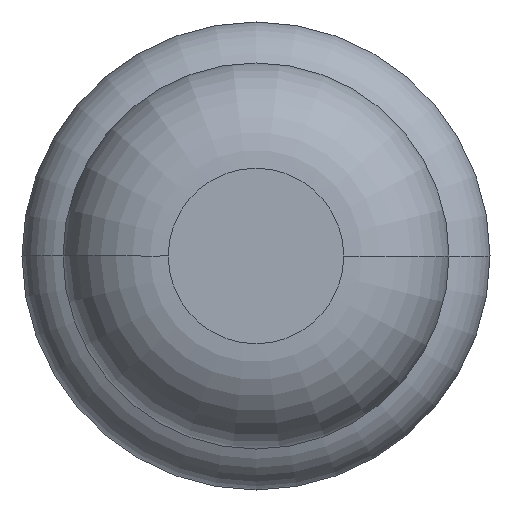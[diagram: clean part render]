
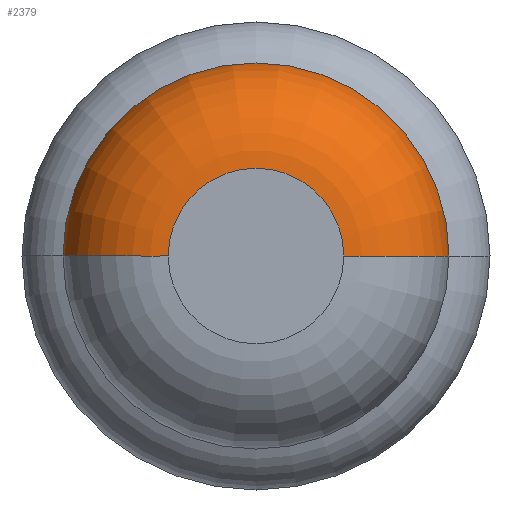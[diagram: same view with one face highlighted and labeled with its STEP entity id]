
A CAD part, front view. The second image highlights one B-rep face of the part: STEP entity #2379.
In plain terms, the highlighted toroidal (fillet/blend) face has major radius 0.375 mm and minor radius 0.45 mm.
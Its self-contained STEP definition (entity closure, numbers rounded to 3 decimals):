
#9 = EDGE_CURVE ( 'NONE', #1244, #676, #44, .T. ) ;
#44 = CIRCLE ( 'NONE', #1396, 0.45 ) ;
#82 = CARTESIAN_POINT ( 'NONE',  ( -0.825, -31.55, 0. ) ) ;
#166 = CIRCLE ( 'NONE', #1350, 0.45 ) ;
#176 = DIRECTION ( 'NONE',  ( 0., -1., 0. ) ) ;
#217 = DIRECTION ( 'NONE',  ( 1., 0., 0. ) ) ;
#436 = CARTESIAN_POINT ( 'NONE',  ( -0.375, -32., 0. ) ) ;
#503 = DIRECTION ( 'NONE',  ( 1., 0., 0. ) ) ;
#524 = DIRECTION ( 'NONE',  ( -1., 0., 0. ) ) ;
#525 = DIRECTION ( 'NONE',  ( 0., -1., 0. ) ) ;
#530 = EDGE_CURVE ( 'Defeature ausgef�hrt1_7+Defeature ausgef�hrt1_8+Defeature ausgef�hrt1_8+Defeature ausgef�hrt1_8', #2953, #1244, #3090, .T. ) ;
#607 = CARTESIAN_POINT ( 'NONE',  ( 0., -31.55, 0. ) ) ;
#676 = VERTEX_POINT ( 'NONE', #436 ) ;
#700 = TOROIDAL_SURFACE ( 'NONE', #1601, 0.375, 0.45 ) ;
#747 = CARTESIAN_POINT ( 'NONE',  ( 0.825, -31.55, 0. ) ) ;
#942 = AXIS2_PLACEMENT_3D ( 'NONE', #607, #1453, #2310 ) ;
#996 = EDGE_CURVE ( 'Defeature ausgef�hrt1_6+Defeature ausgef�hrt1_7+Defeature ausgef�hrt1_7+Defeature ausgef�hrt1_7', #3148, #676, #3375, .T. ) ;
#1050 = AXIS2_PLACEMENT_3D ( 'NONE', #2206, #525, #503 ) ;
#1152 = EDGE_LOOP ( 'NONE', ( #2681, #1541, #1195, #2863 ) ) ;
#1195 = ORIENTED_EDGE ( 'NONE', *, *, #996, .F. ) ;
#1244 = VERTEX_POINT ( 'NONE', #82 ) ;
#1350 = AXIS2_PLACEMENT_3D ( 'NONE', #1645, #2195, #524 ) ;
#1396 = AXIS2_PLACEMENT_3D ( 'NONE', #2914, #1710, #2889 ) ;
#1436 = CARTESIAN_POINT ( 'NONE',  ( 0.375, -32., 0. ) ) ;
#1453 = DIRECTION ( 'NONE',  ( 0., -1., 0. ) ) ;
#1541 = ORIENTED_EDGE ( 'NONE', *, *, #9, .T. ) ;
#1601 = AXIS2_PLACEMENT_3D ( 'NONE', #3253, #176, #217 ) ;
#1645 = CARTESIAN_POINT ( 'NONE',  ( 0.375, -31.55, 0. ) ) ;
#1710 = DIRECTION ( 'NONE',  ( 0., 0., 1. ) ) ;
#2115 = EDGE_CURVE ( 'NONE', #2953, #3148, #166, .T. ) ;
#2195 = DIRECTION ( 'NONE',  ( 0., 0., -1. ) ) ;
#2206 = CARTESIAN_POINT ( 'NONE',  ( 0., -32., 0. ) ) ;
#2310 = DIRECTION ( 'NONE',  ( 1., 0., 0. ) ) ;
#2379 = ADVANCED_FACE ( 'Defeature ausgef�hrt1_7', ( #2976 ), #700, .T. ) ;
#2681 = ORIENTED_EDGE ( 'NONE', *, *, #530, .T. ) ;
#2863 = ORIENTED_EDGE ( 'NONE', *, *, #2115, .F. ) ;
#2889 = DIRECTION ( 'NONE',  ( 1., 0., 0. ) ) ;
#2914 = CARTESIAN_POINT ( 'NONE',  ( -0.375, -31.55, 0. ) ) ;
#2953 = VERTEX_POINT ( 'NONE', #747 ) ;
#2976 = FACE_OUTER_BOUND ( 'NONE', #1152, .T. ) ;
#3090 = CIRCLE ( 'NONE', #942, 0.825 ) ;
#3148 = VERTEX_POINT ( 'NONE', #1436 ) ;
#3253 = CARTESIAN_POINT ( 'NONE',  ( 0., -31.55, 0. ) ) ;
#3375 = CIRCLE ( 'NONE', #1050, 0.375 ) ;
